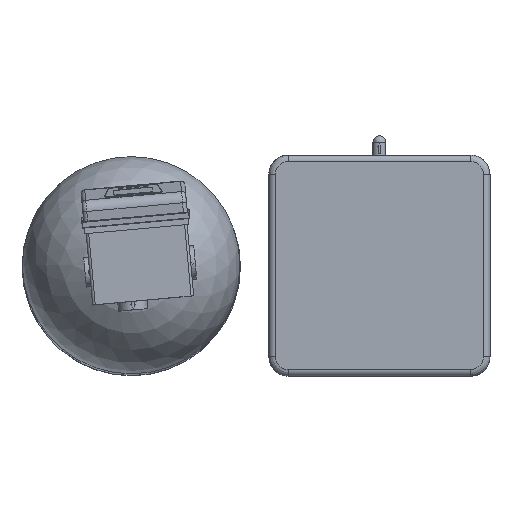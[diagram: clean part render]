
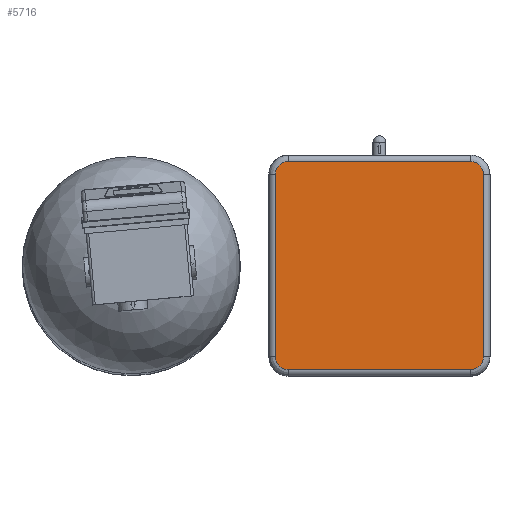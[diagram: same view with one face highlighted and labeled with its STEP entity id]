
A CAD part, top view. The second image highlights one B-rep face of the part: STEP entity #5716.
In plain terms, the highlighted planar face has unit normal (0, 0, 1).
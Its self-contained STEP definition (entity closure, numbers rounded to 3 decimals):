
#5716=ADVANCED_FACE('',(#10507),#10509,.T.);
#10507=FACE_BOUND('',#10508,.T.);
#10508=EDGE_LOOP('',(#14182,#14183,#14184,#14185,#14186,#14187,#14188,#14189));
#10509=PLANE('',#10510);
#10510=AXIS2_PLACEMENT_3D('',#10511,#10512,#10513);
#10511=CARTESIAN_POINT('',(0.,0.,70.));
#10512=DIRECTION('',(0.,0.,1.));
#10513=DIRECTION('',(1.,0.,0.));
#14182=ORIENTED_EDGE('',*,*,#15928,.T.);
#14183=ORIENTED_EDGE('',*,*,#15929,.T.);
#14184=ORIENTED_EDGE('',*,*,#15909,.T.);
#14185=ORIENTED_EDGE('',*,*,#15927,.T.);
#14186=ORIENTED_EDGE('',*,*,#15930,.T.);
#14187=ORIENTED_EDGE('',*,*,#15931,.T.);
#14188=ORIENTED_EDGE('',*,*,#15932,.T.);
#14189=ORIENTED_EDGE('',*,*,#15933,.T.);
#15909=EDGE_CURVE('',#18704,#18702,#18705,.T.);
#15927=EDGE_CURVE('',#18702,#18730,#18732,.T.);
#15928=EDGE_CURVE('',#18733,#18734,#18735,.T.);
#15929=EDGE_CURVE('',#18734,#18704,#18736,.T.);
#15930=EDGE_CURVE('',#18730,#18737,#18738,.T.);
#15931=EDGE_CURVE('',#18737,#18739,#18740,.T.);
#15932=EDGE_CURVE('',#18739,#18741,#18742,.T.);
#15933=EDGE_CURVE('',#18741,#18733,#18743,.T.);
#18702=VERTEX_POINT('',#35624);
#18704=VERTEX_POINT('',#35629);
#18705=LINE('',#35630,#35631);
#18730=VERTEX_POINT('',#35694);
#18732=B_SPLINE_CURVE_WITH_KNOTS('',3,
(#35699,#35700,#35701,#35702,#35703,#35704,#35705,#35706,#35707,#35708,#35709,#35710,
#35711,#35712,#35713,#35714,#35715),
.UNSPECIFIED.,.F.,.F.,
(4,1,1,1,1,1,1,1,1,1,1,1,1,1,4),
(0.,0.087,0.164,0.232,0.302,0.374,
0.445,0.516,0.588,0.659,0.73,
0.802,0.872,0.938,1.),
.UNSPECIFIED.);
#18733=VERTEX_POINT('',#35716);
#18734=VERTEX_POINT('',#35717);
#18735=LINE('',#35718,#35719);
#18736=B_SPLINE_CURVE_WITH_KNOTS('',3,
(#35721,#35722,#35723,#35724,#35725,#35726,#35727,#35728,#35729,#35730,#35731,#35732,
#35733,#35734,#35735,#35736,#35737),
.UNSPECIFIED.,.F.,.F.,
(4,1,1,1,1,1,1,1,1,1,1,1,1,1,4),
(0.,0.087,0.164,0.232,0.302,0.374,
0.445,0.516,0.588,0.659,0.73,
0.802,0.872,0.938,1.),
.UNSPECIFIED.);
#18737=VERTEX_POINT('',#35738);
#18738=LINE('',#35739,#35740);
#18739=VERTEX_POINT('',#35742);
#18740=B_SPLINE_CURVE_WITH_KNOTS('',3,
(#35743,#35744,#35745,#35746,#35747,#35748,#35749,#35750,#35751,#35752,#35753,#35754,
#35755,#35756,#35757,#35758,#35759),
.UNSPECIFIED.,.F.,.F.,
(4,1,1,1,1,1,1,1,1,1,1,1,1,1,4),
(0.,0.087,0.164,0.232,0.302,0.374,
0.445,0.516,0.588,0.659,0.73,
0.802,0.872,0.938,1.),
.UNSPECIFIED.);
#18741=VERTEX_POINT('',#35760);
#18742=LINE('',#35761,#35762);
#18743=B_SPLINE_CURVE_WITH_KNOTS('',3,
(#35764,#35765,#35766,#35767,#35768,#35769,#35770,#35771,#35772,#35773,#35774,#35775,
#35776,#35777,#35778,#35779,#35780),
.UNSPECIFIED.,.F.,.F.,
(4,1,1,1,1,1,1,1,1,1,1,1,1,1,4),
(0.,0.087,0.164,0.232,0.302,0.374,
0.445,0.516,0.588,0.659,0.73,
0.802,0.872,0.938,1.),
.UNSPECIFIED.);
#35624=CARTESIAN_POINT('',(-140.041,160.,70.));
#35629=CARTESIAN_POINT('',(140.041,160.,70.));
#35630=CARTESIAN_POINT('',(140.041,160.,70.));
#35631=VECTOR('',#35632,1.);
#35632=DIRECTION('',(-1.,0.,0.));
#35694=CARTESIAN_POINT('',(-160.,140.041,70.));
#35699=CARTESIAN_POINT('',(-140.041,160.,70.));
#35700=CARTESIAN_POINT('',(-140.957,160.,70.));
#35701=CARTESIAN_POINT('',(-142.67,159.882,70.));
#35702=CARTESIAN_POINT('',(-145.052,159.407,70.));
#35703=CARTESIAN_POINT('',(-147.189,158.722,70.));
#35704=CARTESIAN_POINT('',(-149.198,157.828,70.));
#35705=CARTESIAN_POINT('',(-151.122,156.7,70.));
#35706=CARTESIAN_POINT('',(-152.918,155.354,70.));
#35707=CARTESIAN_POINT('',(-154.547,153.821,70.));
#35708=CARTESIAN_POINT('',(-155.996,152.113,70.));
#35709=CARTESIAN_POINT('',(-157.244,150.255,70.));
#35710=CARTESIAN_POINT('',(-158.277,148.267,70.));
#35711=CARTESIAN_POINT('',(-159.076,146.189,70.));
#35712=CARTESIAN_POINT('',(-159.626,144.086,70.));
#35713=CARTESIAN_POINT('',(-159.935,142.033,70.));
#35714=CARTESIAN_POINT('',(-160.,140.691,70.));
#35715=CARTESIAN_POINT('',(-160.,140.041,70.));
#35716=CARTESIAN_POINT('',(160.,-140.041,70.));
#35717=CARTESIAN_POINT('',(160.,140.041,70.));
#35718=CARTESIAN_POINT('',(160.,-140.041,70.));
#35719=VECTOR('',#35720,1.);
#35720=DIRECTION('',(0.,1.,0.));
#35721=CARTESIAN_POINT('',(160.,140.041,70.));
#35722=CARTESIAN_POINT('',(160.,140.957,70.));
#35723=CARTESIAN_POINT('',(159.882,142.67,70.));
#35724=CARTESIAN_POINT('',(159.407,145.052,70.));
#35725=CARTESIAN_POINT('',(158.722,147.189,70.));
#35726=CARTESIAN_POINT('',(157.828,149.198,70.));
#35727=CARTESIAN_POINT('',(156.7,151.122,70.));
#35728=CARTESIAN_POINT('',(155.354,152.918,70.));
#35729=CARTESIAN_POINT('',(153.821,154.547,70.));
#35730=CARTESIAN_POINT('',(152.113,155.996,70.));
#35731=CARTESIAN_POINT('',(150.255,157.244,70.));
#35732=CARTESIAN_POINT('',(148.267,158.277,70.));
#35733=CARTESIAN_POINT('',(146.189,159.076,70.));
#35734=CARTESIAN_POINT('',(144.086,159.626,70.));
#35735=CARTESIAN_POINT('',(142.033,159.935,70.));
#35736=CARTESIAN_POINT('',(140.691,160.,70.));
#35737=CARTESIAN_POINT('',(140.041,160.,70.));
#35738=CARTESIAN_POINT('',(-160.,-140.041,70.));
#35739=CARTESIAN_POINT('',(-160.,140.041,70.));
#35740=VECTOR('',#35741,1.);
#35741=DIRECTION('',(0.,-1.,0.));
#35742=CARTESIAN_POINT('',(-140.041,-160.,70.));
#35743=CARTESIAN_POINT('',(-160.,-140.041,70.));
#35744=CARTESIAN_POINT('',(-160.,-140.957,70.));
#35745=CARTESIAN_POINT('',(-159.882,-142.67,70.));
#35746=CARTESIAN_POINT('',(-159.407,-145.052,70.));
#35747=CARTESIAN_POINT('',(-158.722,-147.189,70.));
#35748=CARTESIAN_POINT('',(-157.828,-149.198,70.));
#35749=CARTESIAN_POINT('',(-156.7,-151.122,70.));
#35750=CARTESIAN_POINT('',(-155.354,-152.918,70.));
#35751=CARTESIAN_POINT('',(-153.821,-154.547,70.));
#35752=CARTESIAN_POINT('',(-152.113,-155.996,70.));
#35753=CARTESIAN_POINT('',(-150.255,-157.244,70.));
#35754=CARTESIAN_POINT('',(-148.267,-158.277,70.));
#35755=CARTESIAN_POINT('',(-146.189,-159.076,70.));
#35756=CARTESIAN_POINT('',(-144.086,-159.626,70.));
#35757=CARTESIAN_POINT('',(-142.033,-159.935,70.));
#35758=CARTESIAN_POINT('',(-140.691,-160.,70.));
#35759=CARTESIAN_POINT('',(-140.041,-160.,70.));
#35760=CARTESIAN_POINT('',(140.041,-160.,70.));
#35761=CARTESIAN_POINT('',(-140.041,-160.,70.));
#35762=VECTOR('',#35763,1.);
#35763=DIRECTION('',(1.,0.,0.));
#35764=CARTESIAN_POINT('',(140.041,-160.,70.));
#35765=CARTESIAN_POINT('',(140.957,-160.,70.));
#35766=CARTESIAN_POINT('',(142.67,-159.882,70.));
#35767=CARTESIAN_POINT('',(145.052,-159.407,70.));
#35768=CARTESIAN_POINT('',(147.189,-158.722,70.));
#35769=CARTESIAN_POINT('',(149.198,-157.828,70.));
#35770=CARTESIAN_POINT('',(151.122,-156.7,70.));
#35771=CARTESIAN_POINT('',(152.918,-155.354,70.));
#35772=CARTESIAN_POINT('',(154.547,-153.821,70.));
#35773=CARTESIAN_POINT('',(155.996,-152.113,70.));
#35774=CARTESIAN_POINT('',(157.244,-150.255,70.));
#35775=CARTESIAN_POINT('',(158.277,-148.267,70.));
#35776=CARTESIAN_POINT('',(159.076,-146.189,70.));
#35777=CARTESIAN_POINT('',(159.626,-144.086,70.));
#35778=CARTESIAN_POINT('',(159.935,-142.033,70.));
#35779=CARTESIAN_POINT('',(160.,-140.691,70.));
#35780=CARTESIAN_POINT('',(160.,-140.041,70.));
